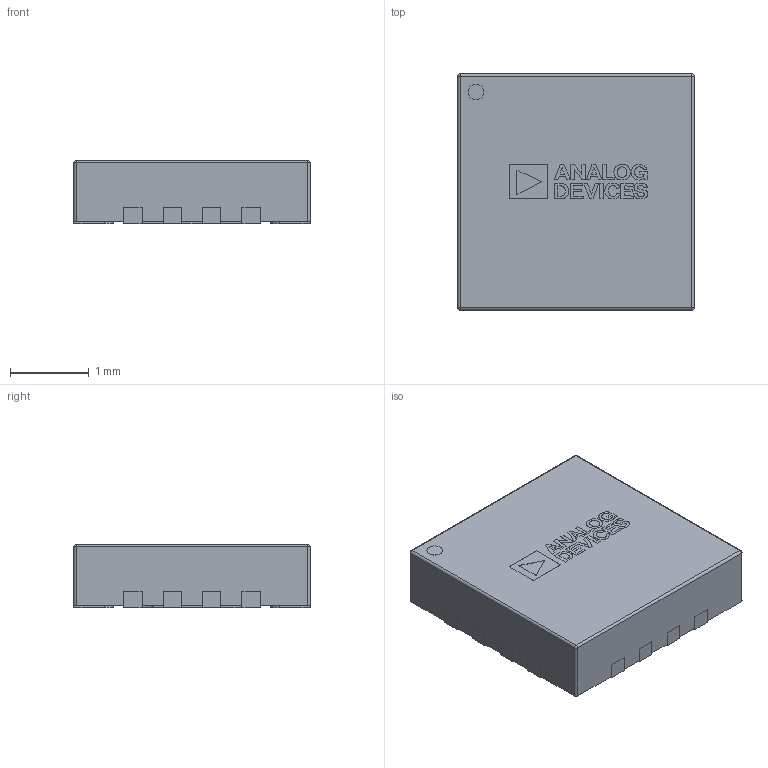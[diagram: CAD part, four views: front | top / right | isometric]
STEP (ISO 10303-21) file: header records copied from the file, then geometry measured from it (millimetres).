
FILE_DESCRIPTION (( 'STEP AP214' ), '1' );
FILE_NAME ('ADN2526ACPZ.STEP', '2022-10-17T06:02:31', ( '' ), ( '' ), 'SwSTEP 2.0', 'SolidWorks 2022', '' );
FILE_SCHEMA (( 'AUTOMOTIVE_DESIGN' ));
Length unit declared in the file: millimetre
Products named in the file (3): ADN2526ACPZ_D PIN  2; Analog Devices logo_1mm-LAPTOP-NQA1DCQ3; ADN2526ACPZ
Assembly tree (2 placements, depth 2):
  ADN2526ACPZ
    ADN2526ACPZ_D PIN  2
    Analog Devices logo_1mm-LAPTOP-NQA1DCQ3
Bounding box: 3 x 3 x 0.8 mm (x, y, z)
Volume: 7.1 mm3; surface area: 43.9 mm2
Topology: 33 solids, 33 shells, 388 faces, 952 edges, 628 vertices
Faces by surface type: plane 261, cylinder 67, bspline 56, sphere 4
Entity records: 12048 total; most frequent: CARTESIAN_POINT 2697, ORIENTED_EDGE 1896, DIRECTION 1644, EDGE_CURVE 948, LINE 702, VECTOR 702, VERTEX_POINT 628, AXIS2_PLACEMENT_3D 471
